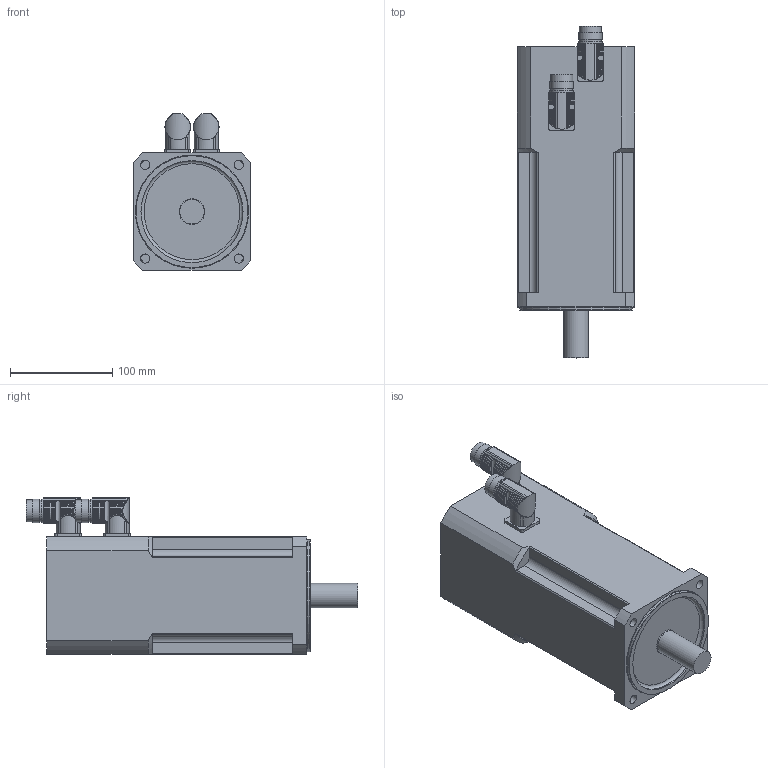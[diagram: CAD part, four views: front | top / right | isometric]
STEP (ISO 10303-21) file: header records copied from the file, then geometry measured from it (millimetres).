
FILE_DESCRIPTION(/* description */ (''),/* implementation_level */ '2;1');
FILE_NAME(/* name */ 'KSY41012Q_MF_R4',/* time_stamp */ '2008-09-11T16:14:05+02:00',/* author */ (''),/* organization */ (''),/* preprocessor_version */ 'ST-DEVELOPER v8',/* originating_system */ 'UNIGRAPHICS SOLUTIONS - UNIGRAPHICS 18.0',/* authorisation */ '');
FILE_SCHEMA (('AUTOMOTIVE_DESIGN { 1 2 10303 214 0 1 1 1 }'));
Length unit declared in the file: millimetre
Products named in the file (2): Winkelflanschdose_0; KSY4104Q-MF-R4_0
Assembly tree (2 placements, depth 2):
  KSY4104Q-MF-R4_0
    Winkelflanschdose_0  x2
Bounding box: 115 x 325.15 x 153.49 mm (x, y, z)
Volume: 3219976.2 mm3; surface area: 161035 mm2
Topology: 3 solids, 4 shells, 396 faces, 1103 edges, 733 vertices
Faces by surface type: cylinder 319, plane 70, cone 5, torus 2
Full cylindrical faces by diameter (mm): 1 x1, 9 x4, 16 x2, 20 x2, 21 x2, 21.5 x2, 23 x4, 24 x1, 25 x1, 100 x1, 110 x1
Entity records: 7726 total; most frequent: CARTESIAN_POINT 1904, ORIENTED_EDGE 1222, DIRECTION 1164, EDGE_CURVE 611, AXIS2_PLACEMENT_3D 466, VERTEX_POINT 416, EDGE_LOOP 271, ADVANCED_FACE 232
